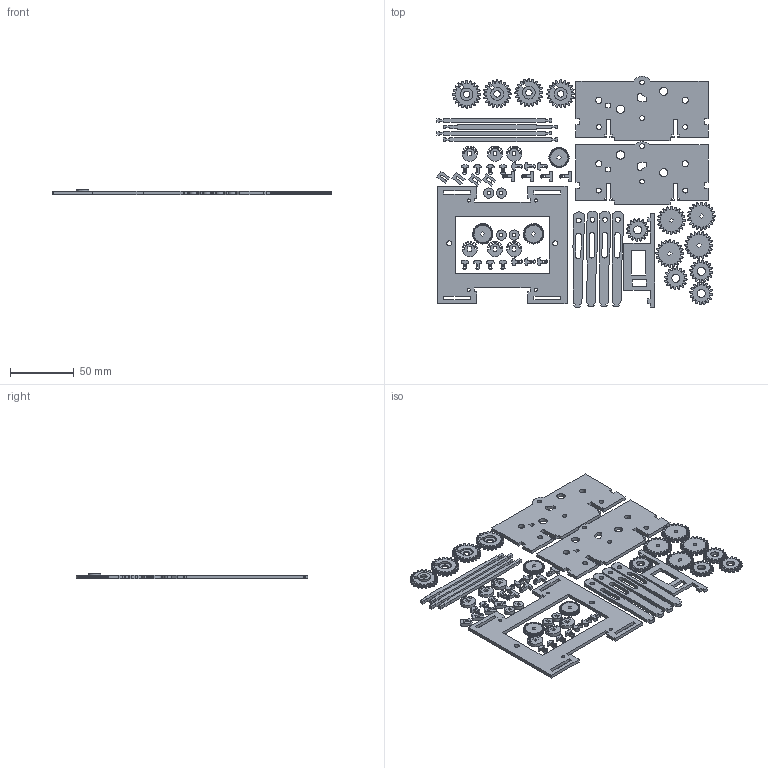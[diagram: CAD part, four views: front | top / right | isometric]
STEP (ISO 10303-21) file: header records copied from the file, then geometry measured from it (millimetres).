
FILE_DESCRIPTION(/* description */ (''),/* implementation_level */ '2;1');
FILE_NAME(/* name */ 'LaserCut v4.step',/* time_stamp */ '2019-01-20T10:35:15-06:00',/* author */ ('s.snipe'),/* organization */ (''),/* preprocessor_version */ 'ST-DEVELOPER v17.2',/* originating_system */ 'Autodesk Translation Framework v7.6.0.251',/* authorisation */ '');
FILE_SCHEMA (('AUTOMOTIVE_DESIGN { 1 0 10303 214 3 1 1 }'));
Products named in the file (24): LaserCut; Component1; Component5; Component6; Component7; Component8; Component9; Component10; Component11; Component12; Component13; Component14; Component15; Component17; Component18; Component19; Component20; Component2; Component4; Component3; Component21; Component22; Component23; Component16
Assembly tree (29 placements, depth 3):
  LaserCut
    Component1
      Component2  x2
      Component3  x3
      Component4  x2
      Component5  x2
      Component6
      Component7
      Component8
      Component9
      Component10
      Component11
      Component12
      Component13
      Component14
      Component15
      Component16  x2
      Component17
      Component18
      Component19
      Component20
      Component21
      Component22
      Component23
Bounding box: 219.15 x 181.93 x 4.2 mm (x, y, z)
Volume: 60728.1 mm3; surface area: 66025.4 mm2
Topology: 64 solids, 64 shells, 7687 faces, 22677 edges, 15118 vertices
Faces by surface type: plane 6790, cylinder 897
Full cylindrical faces by diameter (mm): 2.4 x4, 3.6 x4, 3.8 x4, 3.91 x6, 4.9 x1, 4.91 x2, 4.92 x1, 5.02 x6, 6.3 x4, 6.5 x4, 8 x4, 10 x7
Entity records: 193182 total; most frequent: CARTESIAN_POINT 34671, ORIENTED_EDGE 34524, DIRECTION 30382, EDGE_CURVE 17262, LINE 15944, VECTOR 15944, VERTEX_POINT 11508, AXIS2_PLACEMENT_3D 7219
